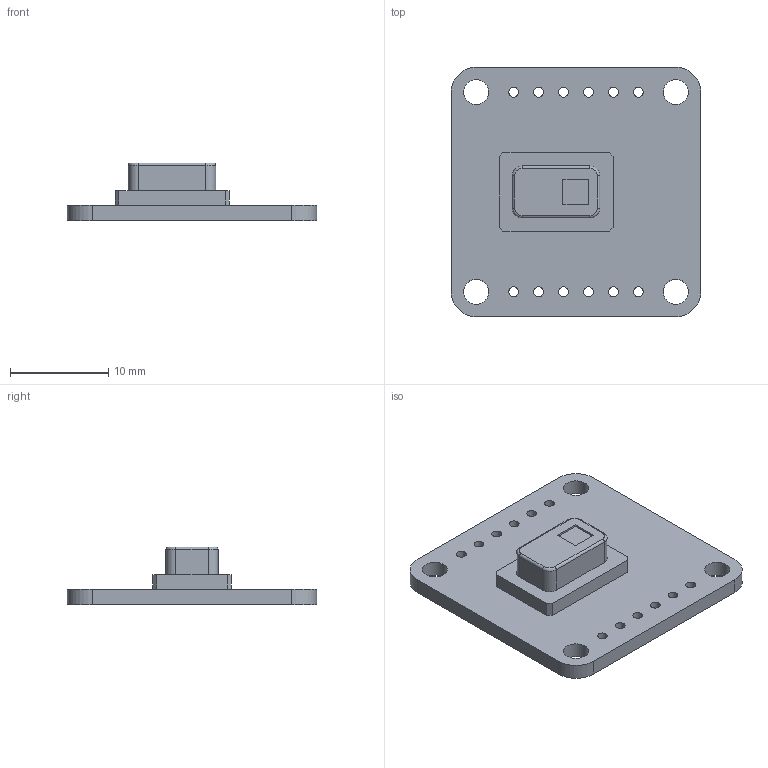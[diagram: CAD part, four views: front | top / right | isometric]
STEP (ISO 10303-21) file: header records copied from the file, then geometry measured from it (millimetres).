
FILE_DESCRIPTION(/* description */ (''),/* implementation_level */ '2;1');
FILE_NAME(/* name */ '3538 AMG8833 IR Thermal Camera.step',/* time_stamp */ '2018-07-07T13:05:26-04:00',/* author */ ('Adafruit'),/* organization */ (''),/* preprocessor_version */ 'ST-DEVELOPER v17',/* originating_system */ 'Autodesk Translation Framework v7.1.0.215',/* authorisation */ '');
FILE_SCHEMA (('AUTOMOTIVE_DESIGN { 1 0 10303 214 3 1 1 }'));
Length unit declared in the file: millimetre
Products named in the file (1): AMG8833 IR Thermal Camera
Bounding box: 25.4 x 25.4 x 5.9 mm (x, y, z)
Volume: 1242.6 mm3; surface area: 1618.1 mm2
Topology: 1 solids, 1 shells, 57 faces, 148 edges, 96 vertices
Faces by surface type: cylinder 28, plane 25, torus 4
Full cylindrical faces by diameter (mm): 1 x12, 2.54 x4
Entity records: 1855 total; most frequent: DIRECTION 324, CARTESIAN_POINT 302, ORIENTED_EDGE 296, EDGE_CURVE 148, AXIS2_PLACEMENT_3D 118, VERTEX_POINT 96, EDGE_LOOP 92, LINE 88
